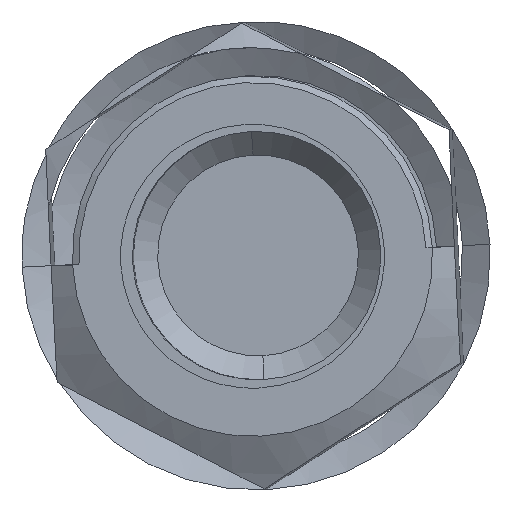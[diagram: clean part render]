
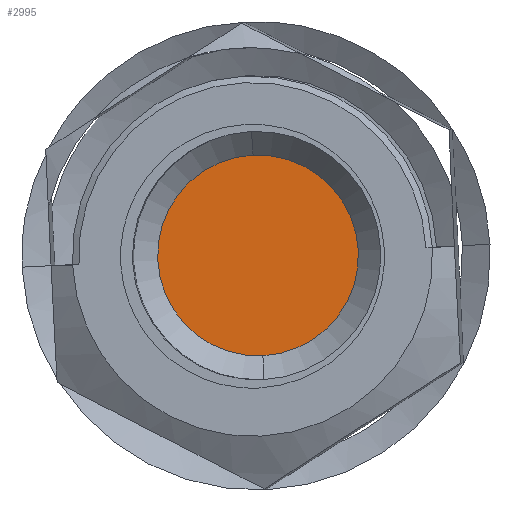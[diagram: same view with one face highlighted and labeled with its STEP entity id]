
A CAD part, top view. The second image highlights one B-rep face of the part: STEP entity #2995.
In plain terms, the highlighted planar face has unit normal (0.019, 0.005, -1).
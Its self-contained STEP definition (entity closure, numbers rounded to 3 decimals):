
#2583 = CONICAL_SURFACE('',#2584,3.617,0.785);
#2584 = AXIS2_PLACEMENT_3D('',#2585,#2586,#2587);
#2585 = CARTESIAN_POINT('',(0.026,-1.344,
    -4.756));
#2586 = DIRECTION('',(-0.02,-0.005,
    1.));
#2587 = DIRECTION('',(0.049,-0.999,
    -0.004));
#2722 = CONICAL_SURFACE('',#2723,3.617,0.785);
#2723 = AXIS2_PLACEMENT_3D('',#2724,#2725,#2726);
#2724 = CARTESIAN_POINT('',(0.026,-1.344,
    -4.756));
#2725 = DIRECTION('',(-0.02,-0.005,
    1.));
#2726 = DIRECTION('',(-0.049,0.999,
    0.004));
#2762 = EDGE_CURVE('',#2763,#2765,#2767,.T.);
#2763 = VERTEX_POINT('',#2764);
#2764 = CARTESIAN_POINT('',(-0.124,1.887,
    -5.127));
#2765 = VERTEX_POINT('',#2766);
#2766 = CARTESIAN_POINT('',(0.191,-4.572,-5.151
    ));
#2767 = SURFACE_CURVE('',#2768,(#2773,#2802),.PCURVE_S1.);
#2768 = CIRCLE('',#2769,3.233);
#2769 = AXIS2_PLACEMENT_3D('',#2770,#2771,#2772);
#2770 = CARTESIAN_POINT('',(0.034,-1.342,
    -5.139));
#2771 = DIRECTION('',(0.02,0.005,
    -1.));
#2772 = DIRECTION('',(-0.049,0.999,
    0.004));
#2773 = PCURVE('',#2722,#2774);
#2774 = DEFINITIONAL_REPRESENTATION('',(#2775),#2801);
#2775 = B_SPLINE_CURVE_WITH_KNOTS('',3,(#2776,#2777,#2778,#2779,#2780,
    #2781,#2782,#2783,#2784,#2785,#2786,#2787,#2788,#2789,#2790,#2791,
    #2792,#2793,#2794,#2795,#2796,#2797,#2798,#2799,#2800),
  .UNSPECIFIED.,.F.,.F.,(4,1,1,1,1,1,1,1,1,1,1,1,1,1,1,1,1,1,1,1,1,1,4),
  (0.,0.143,0.286,0.428,
    0.571,0.714,0.857,1.,
    1.142,1.285,1.428,1.571,
    1.714,1.856,1.999,2.142,
    2.285,2.428,2.57,2.713,
    2.856,2.999,3.142),
  .QUASI_UNIFORM_KNOTS.);
#2776 = CARTESIAN_POINT('',(6.283,-0.383));
#2777 = CARTESIAN_POINT('',(6.236,-0.383));
#2778 = CARTESIAN_POINT('',(6.14,-0.383));
#2779 = CARTESIAN_POINT('',(5.998,-0.383));
#2780 = CARTESIAN_POINT('',(5.855,-0.383));
#2781 = CARTESIAN_POINT('',(5.712,-0.383));
#2782 = CARTESIAN_POINT('',(5.569,-0.383));
#2783 = CARTESIAN_POINT('',(5.426,-0.383));
#2784 = CARTESIAN_POINT('',(5.284,-0.383));
#2785 = CARTESIAN_POINT('',(5.141,-0.383));
#2786 = CARTESIAN_POINT('',(4.998,-0.383));
#2787 = CARTESIAN_POINT('',(4.855,-0.383));
#2788 = CARTESIAN_POINT('',(4.712,-0.383));
#2789 = CARTESIAN_POINT('',(4.57,-0.383));
#2790 = CARTESIAN_POINT('',(4.427,-0.383));
#2791 = CARTESIAN_POINT('',(4.284,-0.383));
#2792 = CARTESIAN_POINT('',(4.141,-0.383));
#2793 = CARTESIAN_POINT('',(3.998,-0.383));
#2794 = CARTESIAN_POINT('',(3.856,-0.383));
#2795 = CARTESIAN_POINT('',(3.713,-0.383));
#2796 = CARTESIAN_POINT('',(3.57,-0.383));
#2797 = CARTESIAN_POINT('',(3.427,-0.383));
#2798 = CARTESIAN_POINT('',(3.284,-0.383));
#2799 = CARTESIAN_POINT('',(3.189,-0.383));
#2800 = CARTESIAN_POINT('',(3.142,-0.383));
#2801 = ( GEOMETRIC_REPRESENTATION_CONTEXT(2) 
PARAMETRIC_REPRESENTATION_CONTEXT() REPRESENTATION_CONTEXT('2D SPACE',''
  ) );
#2802 = PCURVE('',#2803,#2808);
#2803 = PLANE('',#2804);
#2804 = AXIS2_PLACEMENT_3D('',#2805,#2806,#2807);
#2805 = CARTESIAN_POINT('',(0.034,-1.342,
    -5.139));
#2806 = DIRECTION('',(0.02,0.005,
    -1.));
#2807 = DIRECTION('',(0.999,0.049,
    0.02));
#2808 = DEFINITIONAL_REPRESENTATION('',(#2809),#2813);
#2809 = CIRCLE('',#2810,3.233);
#2810 = AXIS2_PLACEMENT_2D('',#2811,#2812);
#2811 = CARTESIAN_POINT('',(0.,0.));
#2812 = DIRECTION('',(0.,-1.));
#2813 = ( GEOMETRIC_REPRESENTATION_CONTEXT(2) 
PARAMETRIC_REPRESENTATION_CONTEXT() REPRESENTATION_CONTEXT('2D SPACE',''
  ) );
#2951 = EDGE_CURVE('',#2765,#2763,#2952,.T.);
#2952 = SURFACE_CURVE('',#2953,(#2958,#2987),.PCURVE_S1.);
#2953 = CIRCLE('',#2954,3.233);
#2954 = AXIS2_PLACEMENT_3D('',#2955,#2956,#2957);
#2955 = CARTESIAN_POINT('',(0.034,-1.342,
    -5.139));
#2956 = DIRECTION('',(0.02,0.005,
    -1.));
#2957 = DIRECTION('',(0.049,-0.999,
    -0.004));
#2958 = PCURVE('',#2583,#2959);
#2959 = DEFINITIONAL_REPRESENTATION('',(#2960),#2986);
#2960 = B_SPLINE_CURVE_WITH_KNOTS('',3,(#2961,#2962,#2963,#2964,#2965,
    #2966,#2967,#2968,#2969,#2970,#2971,#2972,#2973,#2974,#2975,#2976,
    #2977,#2978,#2979,#2980,#2981,#2982,#2983,#2984,#2985),
  .UNSPECIFIED.,.F.,.F.,(4,1,1,1,1,1,1,1,1,1,1,1,1,1,1,1,1,1,1,1,1,1,4),
  (0.,0.143,0.286,0.428,0.571,
    0.714,0.857,1.,1.142,
    1.285,1.428,1.571,1.714,
    1.856,1.999,2.142,2.285,
    2.428,2.57,2.713,2.856,
    2.999,3.142),.QUASI_UNIFORM_KNOTS.);
#2961 = CARTESIAN_POINT('',(6.283,-0.383));
#2962 = CARTESIAN_POINT('',(6.236,-0.383));
#2963 = CARTESIAN_POINT('',(6.14,-0.383));
#2964 = CARTESIAN_POINT('',(5.998,-0.383));
#2965 = CARTESIAN_POINT('',(5.855,-0.383));
#2966 = CARTESIAN_POINT('',(5.712,-0.383));
#2967 = CARTESIAN_POINT('',(5.569,-0.383));
#2968 = CARTESIAN_POINT('',(5.426,-0.383));
#2969 = CARTESIAN_POINT('',(5.284,-0.383));
#2970 = CARTESIAN_POINT('',(5.141,-0.383));
#2971 = CARTESIAN_POINT('',(4.998,-0.383));
#2972 = CARTESIAN_POINT('',(4.855,-0.383));
#2973 = CARTESIAN_POINT('',(4.712,-0.383));
#2974 = CARTESIAN_POINT('',(4.57,-0.383));
#2975 = CARTESIAN_POINT('',(4.427,-0.383));
#2976 = CARTESIAN_POINT('',(4.284,-0.383));
#2977 = CARTESIAN_POINT('',(4.141,-0.383));
#2978 = CARTESIAN_POINT('',(3.998,-0.383));
#2979 = CARTESIAN_POINT('',(3.856,-0.383));
#2980 = CARTESIAN_POINT('',(3.713,-0.383));
#2981 = CARTESIAN_POINT('',(3.57,-0.383));
#2982 = CARTESIAN_POINT('',(3.427,-0.383));
#2983 = CARTESIAN_POINT('',(3.284,-0.383));
#2984 = CARTESIAN_POINT('',(3.189,-0.383));
#2985 = CARTESIAN_POINT('',(3.142,-0.383));
#2986 = ( GEOMETRIC_REPRESENTATION_CONTEXT(2) 
PARAMETRIC_REPRESENTATION_CONTEXT() REPRESENTATION_CONTEXT('2D SPACE',''
  ) );
#2987 = PCURVE('',#2803,#2988);
#2988 = DEFINITIONAL_REPRESENTATION('',(#2989),#2993);
#2989 = CIRCLE('',#2990,3.233);
#2990 = AXIS2_PLACEMENT_2D('',#2991,#2992);
#2991 = CARTESIAN_POINT('',(0.,0.));
#2992 = DIRECTION('',(0.,1.));
#2993 = ( GEOMETRIC_REPRESENTATION_CONTEXT(2) 
PARAMETRIC_REPRESENTATION_CONTEXT() REPRESENTATION_CONTEXT('2D SPACE',''
  ) );
#2995 = ADVANCED_FACE('',(#2996),#2803,.T.);
#2996 = FACE_BOUND('',#2997,.F.);
#2997 = EDGE_LOOP('',(#2998,#2999));
#2998 = ORIENTED_EDGE('',*,*,#2951,.F.);
#2999 = ORIENTED_EDGE('',*,*,#2762,.F.);
